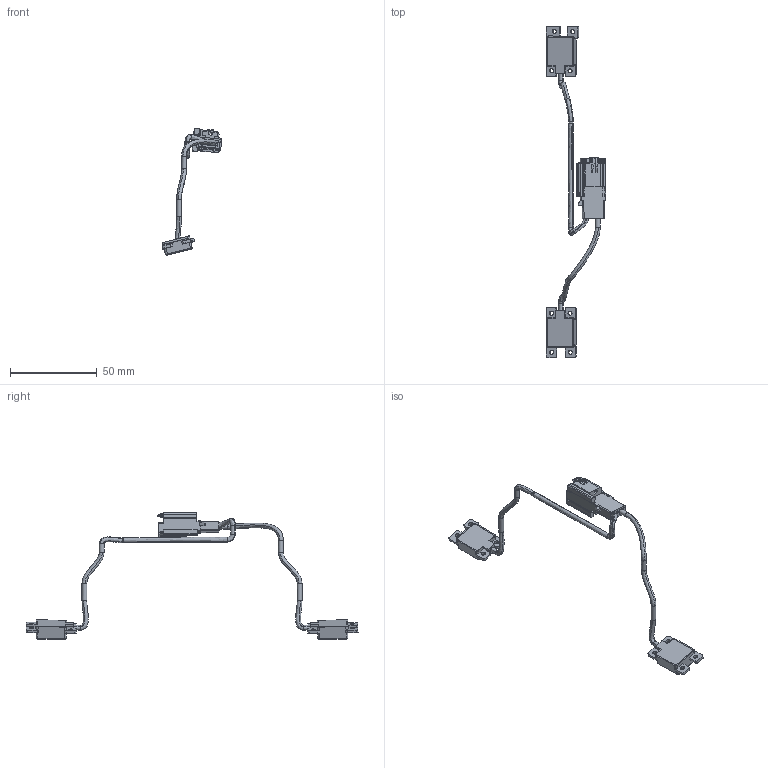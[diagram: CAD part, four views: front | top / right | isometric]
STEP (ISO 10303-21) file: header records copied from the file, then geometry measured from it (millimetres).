
FILE_DESCRIPTION(/* description */ ('None','CAx-IF Rec.Pracs.---User Defined Attributes---1.5---2016-08-15'),/* implementation_level */ '2;1');
FILE_NAME(/* name */ 'LJ7T-19A391-A-8-MIKE ASY MBL TEL',/* time_stamp */ '2023-08-14T13:18:56+08:00',/* author */ ('None'),/* organization */ ('None'),/* preprocessor_version */ 'ST-DEVELOPER v16.7',/* originating_system */ 'jt_step 2.3.0 translator',/* authorisation */ ' ');
FILE_SCHEMA (('AUTOMOTIVE_DESIGN {1 0 10303 214 3 1 1}'));
Length unit declared in the file: millimetre
Products named in the file (1): LJ7T-19A391-A-8-MIKE ASY MBL TEL
Bounding box: 34.44 x 191.36 x 73.19 mm (x, y, z)
Volume: 5027.6 mm3; surface area: 14094.8 mm2
Topology: 12 solids, 15 shells, 1113 faces, 3044 edges, 1989 vertices
Faces by surface type: plane 665, cylinder 265, bspline 167, cone 16
Full cylindrical faces by diameter (mm): 0.5 x2, 2.2 x2, 2.4 x8, 2.8 x6, 3.5 x4, 5 x2
Entity records: 43190 total; most frequent: CARTESIAN_POINT 18439, ORIENTED_EDGE 5909, DIRECTION 3547, EDGE_CURVE 2980, VERTEX_POINT 1968, B_SPLINE_CURVE_WITH_KNOTS 1502, LINE 1303, VECTOR 1303
